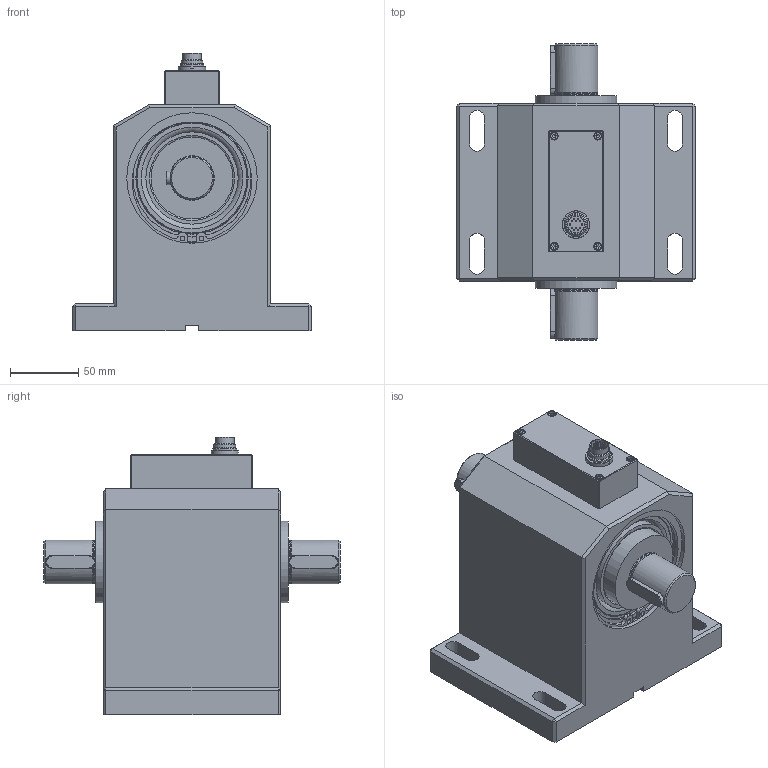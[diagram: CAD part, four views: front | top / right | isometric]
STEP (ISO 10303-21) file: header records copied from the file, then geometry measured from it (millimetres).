
FILE_DESCRIPTION( ( 'Unknown' ), '1' );
FILE_NAME( '2305-z04_doc-00045255.stp', 'Unknown', ( 'Unknown' ), ( 'Unknown' ), 'PSStep 17.0.49', 'Unknown', ' ' );
FILE_SCHEMA( ( 'AUTOMOTIVE_DESIGN { 1 0 10303 214 1 1 1 1 }' ) );
Length unit declared in the file: millimetre
Products named in the file (29): 2302-b01_doc-00051001; 2302-001_doc-00016103; DIN 625-T1-6012-2RS_60x95x18; Sicherungsring DIN 472-95x3-T1; Sicherungsring DIN 472-95x3-T1-oa0; 2247-b05_doc-00045639; 2247-003_doc-00016120; Zylinderschraube DIN 912-M3x25; Zylinderschraube DIN 912-M3x25-oa2; Zylinderschraube DIN 912-M3x25-oa3; Zylinderschraube DIN 912-M3x25-oa4; 2305-B03_DOC-00103769; DIN 625-T1-6012-2Z_60x95x18; 2305-005_doc-00045262; paßfeder a10x8x36 din 6885; paßfeder a10x8x36 din 6885-oa1; Assem1; flanschstecker 12-polig serie 723; Mutter fuer Flanschst_DOC-00098240
Assembly tree (28 placements, depth 3):
  Assem1
    flanschstecker 12-polig serie 723
    Mutter fuer Flanschst_DOC-00098240
    2302-b01_doc-00051001
      2302-001_doc-00016103
      DIN 625-T1-6012-2RS_60x95x18
      DIN 625-T1-6012-2RS_60x95x18
      DIN 625-T1-6012-2RS_60x95x18
      DIN 625-T1-6012-2RS_60x95x18
      DIN 625-T1-6012-2RS_60x95x18
      DIN 625-T1-6012-2RS_60x95x18
      DIN 625-T1-6012-2RS_60x95x18
      Sicherungsring DIN 472-95x3-T1
      Sicherungsring DIN 472-95x3-T1-oa0
    2305-B03_DOC-00103769
      DIN 625-T1-6012-2Z_60x95x18
      DIN 625-T1-6012-2Z_60x95x18
      DIN 625-T1-6012-2Z_60x95x18
      DIN 625-T1-6012-2Z_60x95x18
      DIN 625-T1-6012-2Z_60x95x18
      2305-005_doc-00045262
      paßfeder a10x8x36 din 6885
      paßfeder a10x8x36 din 6885-oa1
    2247-b05_doc-00045639
      2247-003_doc-00016120
      Zylinderschraube DIN 912-M3x25
      Zylinderschraube DIN 912-M3x25-oa2
      Zylinderschraube DIN 912-M3x25-oa3
      Zylinderschraube DIN 912-M3x25-oa4
Bounding box: 175 x 217 x 203.5 mm (x, y, z)
Volume: 2255482.3 mm3; surface area: 336459.4 mm2
Topology: 25 solids, 27 shells, 449 faces, 924 edges, 594 vertices
Faces by surface type: plane 234, cylinder 152, cone 33, torus 30
Full cylindrical faces by diameter (mm): 1 x24, 2.387 x4, 3 x8, 3.4 x4, 3.5 x4, 5.5 x4, 6 x4, 12 x1, 13.5 x1, 15 x1, 15.875 x1, 17.188 x1, 17.462 x1, 17.8 x1, 20 x2, 32 x2, 60 x3, 67.5 x4, 67.52 x2, 74.25 x4, 82.175 x4, 86.36 x2, 86.38 x4, 86.48 x4, 86.5 x4, 95 x5, 95.5 x2, 98.5 x2, 99 x2
Entity records: 15110 total; most frequent: CARTESIAN_POINT 2047, DIRECTION 2012, ORIENTED_EDGE 1450, AXIS2_PLACEMENT_3D 846, EDGE_CURVE 725, EDGE_LOOP 720, FACE_OUTER_BOUND 568, VERTEX_POINT 561
